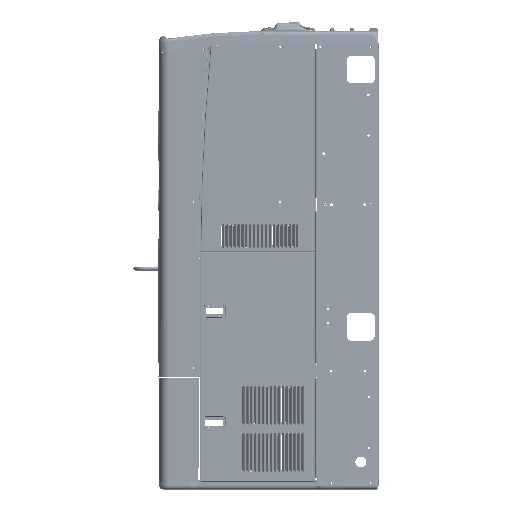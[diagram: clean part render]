
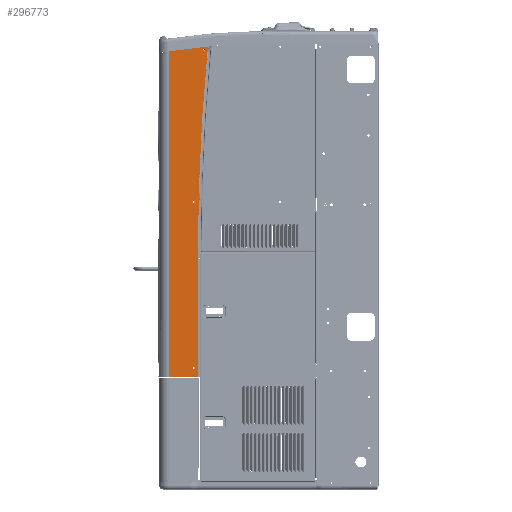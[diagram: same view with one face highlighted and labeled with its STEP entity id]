
A CAD part, left-side view. The second image highlights one B-rep face of the part: STEP entity #296773.
In plain terms, the highlighted planar face has unit normal (-0.999, 0.035, 0).
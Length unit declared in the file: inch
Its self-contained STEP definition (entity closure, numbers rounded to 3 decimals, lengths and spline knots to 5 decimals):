
#233 = DIRECTION ( 'NONE',  ( 0.999, -0.035, 0. ) ) ;
#2649 = VERTEX_POINT ( 'NONE', #66397 ) ;
#5342 = CARTESIAN_POINT ( 'NONE',  ( -9.38252, 17.75718, 64.26299 ) ) ;
#5370 = CARTESIAN_POINT ( 'NONE',  ( -9.4238, 16.57517, 83.64772 ) ) ;
#14059 = EDGE_CURVE ( 'NONE', #2649, #288559, #131538, .T. ) ;
#15514 = DIRECTION ( 'NONE',  ( 0., 0., -1. ) ) ;
#20050 = CARTESIAN_POINT ( 'NONE',  ( -9.39627, 17.36342, 84.44014 ) ) ;
#23782 = EDGE_CURVE ( 'NONE', #288559, #2649, #168318, .T. ) ;
#27441 = CARTESIAN_POINT ( 'NONE',  ( -18.99691, -257.563, 57.465 ) ) ;
#28928 = DIRECTION ( 'NONE',  ( 0.999, -0.035, 0. ) ) ;
#31366 = CARTESIAN_POINT ( 'NONE',  ( -9.44125, 16.07547, 84.06173 ) ) ;
#33851 = ORIENTED_EDGE ( 'NONE', *, *, #131684, .T. ) ;
#34008 = CARTESIAN_POINT ( 'NONE',  ( -9.50365, 14.28861, 41.936 ) ) ;
#38696 = AXIS2_PLACEMENT_3D ( 'NONE', #322886, #161692, #76917 ) ;
#42047 = LINE ( 'NONE', #257996, #158638 ) ;
#42277 = CARTESIAN_POINT ( 'NONE',  ( -9.4189, 16.71558, 83.64772 ) ) ;
#44175 = EDGE_CURVE ( 'NONE', #331326, #286955, #293525, .T. ) ;
#45475 = DIRECTION ( 'NONE',  ( 0.999, -0.035, 0. ) ) ;
#50218 = CIRCLE ( 'NONE', #248049, 0.1405 ) ;
#52263 = DIRECTION ( 'NONE',  ( 0.999, -0.035, 0. ) ) ;
#55972 = EDGE_LOOP ( 'NONE', ( #59222, #83847 ) ) ;
#57809 = VECTOR ( 'NONE', #112049, 39.37008 ) ;
#59222 = ORIENTED_EDGE ( 'NONE', *, *, #348333, .T. ) ;
#66397 = CARTESIAN_POINT ( 'NONE',  ( -9.4287, 16.43475, 83.64772 ) ) ;
#68234 = VERTEX_POINT ( 'NONE', #232209 ) ;
#71930 = AXIS2_PLACEMENT_3D ( 'NONE', #225291, #28928, #218281 ) ;
#75598 = AXIS2_PLACEMENT_3D ( 'NONE', #266613, #45475, #319791 ) ;
#76917 = DIRECTION ( 'NONE',  ( 0.035, 0.999, 0. ) ) ;
#83847 = ORIENTED_EDGE ( 'NONE', *, *, #155869, .T. ) ;
#84107 = ORIENTED_EDGE ( 'NONE', *, *, #23782, .T. ) ;
#84487 = ORIENTED_EDGE ( 'NONE', *, *, #103206, .T. ) ;
#94158 = VERTEX_POINT ( 'NONE', #305063 ) ;
#96912 = AXIS2_PLACEMENT_3D ( 'NONE', #148992, #198604, #306712 ) ;
#97765 = ORIENTED_EDGE ( 'NONE', *, *, #261016, .T. ) ;
#99610 = EDGE_LOOP ( 'NONE', ( #84107, #116090 ) ) ;
#102998 = EDGE_LOOP ( 'NONE', ( #178712, #33851 ) ) ;
#103206 = EDGE_CURVE ( 'NONE', #286955, #337348, #328484, .T. ) ;
#103479 = FACE_OUTER_BOUND ( 'NONE', #274689, .T. ) ;
#103635 = VERTEX_POINT ( 'NONE', #119386 ) ;
#106968 = PLANE ( 'NONE',  #38696 ) ;
#112049 = DIRECTION ( 'NONE',  ( -0.035, -0.999, 0. ) ) ;
#116090 = ORIENTED_EDGE ( 'NONE', *, *, #14059, .T. ) ;
#116853 = ORIENTED_EDGE ( 'NONE', *, *, #300965, .T. ) ;
#119386 = CARTESIAN_POINT ( 'NONE',  ( -9.39627, 17.36342, 41.936 ) ) ;
#122884 = CIRCLE ( 'NONE', #71930, 0.1405 ) ;
#131538 = CIRCLE ( 'NONE', #318395, 0.1405 ) ;
#131684 = EDGE_CURVE ( 'NONE', #94158, #68234, #141957, .T. ) ;
#141957 = CIRCLE ( 'NONE', #96912, 0.1405 ) ;
#146125 = CARTESIAN_POINT ( 'NONE',  ( -9.26809, 21.03398, 83.41496 ) ) ;
#147906 = VERTEX_POINT ( 'NONE', #324970 ) ;
#148992 = CARTESIAN_POINT ( 'NONE',  ( -9.37762, 17.8976, 43.10199 ) ) ;
#152188 = AXIS2_PLACEMENT_3D ( 'NONE', #27441, #52263, #266425 ) ;
#154497 = DIRECTION ( 'NONE',  ( 0., 0., 1. ) ) ;
#155869 = EDGE_CURVE ( 'NONE', #264939, #147906, #205347, .T. ) ;
#158638 = VECTOR ( 'NONE', #15514, 39.37008 ) ;
#160030 = DIRECTION ( 'NONE',  ( 0.999, -0.035, 0. ) ) ;
#161692 = DIRECTION ( 'NONE',  ( -0.999, 0.035, 0. ) ) ;
#168318 = CIRCLE ( 'NONE', #236351, 0.1405 ) ;
#175045 = EDGE_CURVE ( 'NONE', #103635, #331326, #340561, .T. ) ;
#178712 = ORIENTED_EDGE ( 'NONE', *, *, #283213, .T. ) ;
#182633 = DIRECTION ( 'NONE',  ( -0.035, -0.999, 0. ) ) ;
#187911 = VERTEX_POINT ( 'NONE', #193399 ) ;
#188162 = FACE_BOUND ( 'NONE', #102998, .T. ) ;
#193399 = CARTESIAN_POINT ( 'NONE',  ( -9.26809, 21.03398, 41.936 ) ) ;
#198604 = DIRECTION ( 'NONE',  ( 0.999, -0.035, 0. ) ) ;
#205347 = CIRCLE ( 'NONE', #75598, 0.1405 ) ;
#211454 = DIRECTION ( 'NONE',  ( -0.035, -0.999, 0. ) ) ;
#218281 = DIRECTION ( 'NONE',  ( -0.035, -0.999, 0. ) ) ;
#223409 = LINE ( 'NONE', #34008, #57809 ) ;
#224251 = CARTESIAN_POINT ( 'NONE',  ( -9.26809, 21.03398, 83.41496 ) ) ;
#225291 = CARTESIAN_POINT ( 'NONE',  ( -9.37762, 17.8976, 43.10199 ) ) ;
#232209 = CARTESIAN_POINT ( 'NONE',  ( -9.38252, 17.75718, 43.10199 ) ) ;
#236351 = AXIS2_PLACEMENT_3D ( 'NONE', #5370, #302860, #332946 ) ;
#247317 = CARTESIAN_POINT ( 'NONE',  ( -9.39627, 17.36342, 57.465 ) ) ;
#248049 = AXIS2_PLACEMENT_3D ( 'NONE', #295938, #233, #182633 ) ;
#257996 = CARTESIAN_POINT ( 'NONE',  ( -9.26809, 21.03398, 84.44014 ) ) ;
#261016 = EDGE_CURVE ( 'NONE', #337348, #187911, #42047, .T. ) ;
#264939 = VERTEX_POINT ( 'NONE', #5342 ) ;
#266425 = DIRECTION ( 'NONE',  ( 0.035, 0.999, 0. ) ) ;
#266613 = CARTESIAN_POINT ( 'NONE',  ( -9.37762, 17.8976, 64.26299 ) ) ;
#273814 = CARTESIAN_POINT ( 'NONE',  ( -9.32555, 19.3885, 83.68468 ) ) ;
#274689 = EDGE_LOOP ( 'NONE', ( #97765, #116853, #289336, #345694, #84487 ) ) ;
#283213 = EDGE_CURVE ( 'NONE', #68234, #94158, #122884, .T. ) ;
#286955 = VERTEX_POINT ( 'NONE', #325168 ) ;
#288559 = VERTEX_POINT ( 'NONE', #42277 ) ;
#289336 = ORIENTED_EDGE ( 'NONE', *, *, #175045, .T. ) ;
#293525 = CIRCLE ( 'NONE', #152188, 275.094 ) ;
#294556 = FACE_BOUND ( 'NONE', #99610, .T. ) ;
#295938 = CARTESIAN_POINT ( 'NONE',  ( -9.37762, 17.8976, 64.26299 ) ) ;
#296773 = ADVANCED_FACE ( 'NONE', ( #317681, #188162, #294556, #103479 ), #106968, .T. ) ;
#296996 = CARTESIAN_POINT ( 'NONE',  ( -9.38329, 17.73508, 83.90035 ) ) ;
#300965 = EDGE_CURVE ( 'NONE', #187911, #103635, #223409, .T. ) ;
#302860 = DIRECTION ( 'NONE',  ( 0.999, -0.035, 0. ) ) ;
#305063 = CARTESIAN_POINT ( 'NONE',  ( -9.37271, 18.03801, 43.10199 ) ) ;
#306712 = DIRECTION ( 'NONE',  ( -0.035, -0.999, 0. ) ) ;
#317681 = FACE_BOUND ( 'NONE', #55972, .T. ) ;
#318395 = AXIS2_PLACEMENT_3D ( 'NONE', #349622, #160030, #211454 ) ;
#319791 = DIRECTION ( 'NONE',  ( -0.035, -0.999, 0. ) ) ;
#322886 = CARTESIAN_POINT ( 'NONE',  ( -9.50365, 14.28861, 84.44014 ) ) ;
#324970 = CARTESIAN_POINT ( 'NONE',  ( -9.37271, 18.03801, 64.26299 ) ) ;
#325168 = CARTESIAN_POINT ( 'NONE',  ( -9.44125, 16.07547, 84.06173 ) ) ;
#328484 =( BOUNDED_CURVE ( )  B_SPLINE_CURVE ( 3, ( #31366, #296996, #273814, #224251 ),
 .UNSPECIFIED., .F., .F. ) 
 B_SPLINE_CURVE_WITH_KNOTS ( ( 4, 4 ),
 ( 1.66773, 1.73327 ),
 .UNSPECIFIED. ) 
 CURVE ( )  GEOMETRIC_REPRESENTATION_ITEM ( )  RATIONAL_B_SPLINE_CURVE ( ( 1., 1., 1., 1. ) ) 
 REPRESENTATION_ITEM ( '' )  );
#331326 = VERTEX_POINT ( 'NONE', #247317 ) ;
#332946 = DIRECTION ( 'NONE',  ( -0.035, -0.999, 0. ) ) ;
#337348 = VERTEX_POINT ( 'NONE', #146125 ) ;
#340561 = LINE ( 'NONE', #20050, #347167 ) ;
#345694 = ORIENTED_EDGE ( 'NONE', *, *, #44175, .T. ) ;
#347167 = VECTOR ( 'NONE', #154497, 39.37008 ) ;
#348333 = EDGE_CURVE ( 'NONE', #147906, #264939, #50218, .T. ) ;
#349622 = CARTESIAN_POINT ( 'NONE',  ( -9.4238, 16.57517, 83.64772 ) ) ;
